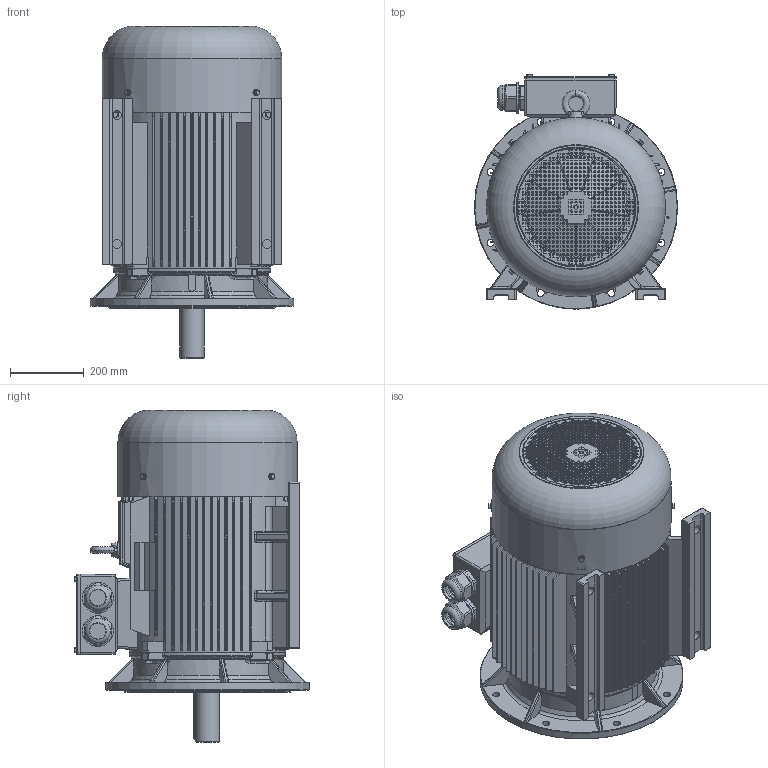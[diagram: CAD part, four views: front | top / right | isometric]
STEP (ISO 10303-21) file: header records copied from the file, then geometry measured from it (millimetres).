
FILE_DESCRIPTION(/* description */ (''),/* implementation_level */ '2;1');
FILE_NAME(/* name */ 'JM3-250M-4.6.8-B35.stp',/* time_stamp */ '2016-06-24T14:56:20+08:00',/* author */ (''),/* organization */ (''),/* preprocessor_version */ 'ST-DEVELOPER v15',/* originating_system */ 'SIEMENS PLM Software NX 8.5',/* authorisation */ '');
FILE_SCHEMA (('AUTOMOTIVE_DESIGN { 1 0 10303 214 3 1 1 1 }'));
Length unit declared in the file: millimetre
Products named in the file (1): pc119446389c5x
Bounding box: 550 x 633.8 x 898 mm (x, y, z)
Volume: 31490635.6 mm3; surface area: 6344392.2 mm2
Topology: 58 solids, 58 shells, 5432 faces, 14922 edges, 9768 vertices
Faces by surface type: plane 3662, cylinder 925, cone 344, torus 256, bspline 243, sphere 2
Full cylindrical faces by diameter (mm): 7.188 x4, 8 x8, 8.4 x4, 9.026 x8, 10 x8, 10.863 x8, 11.2 x8, 12 x8, 12.6 x8, 16 x4, 20 x1, 24 x4, 43.312 x2, 51.188 x4, 61.031 x12, 63 x5, 64 x1, 64.969 x12, 65 x1, 67.922 x2, 69 x1, 70 x4, 82 x2, 83.672 x2, 90 x4, 270 x1, 481 x1, 485 x1, 550 x1
Entity records: 193450 total; most frequent: CARTESIAN_POINT 53413, ORIENTED_EDGE 29048, DIRECTION 25755, EDGE_CURVE 14524, LINE 10281, VECTOR 10281, VERTEX_POINT 9638, AXIS2_PLACEMENT_3D 7737
